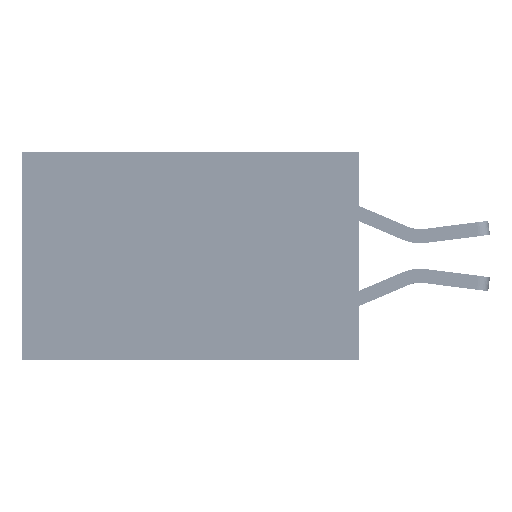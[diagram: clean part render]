
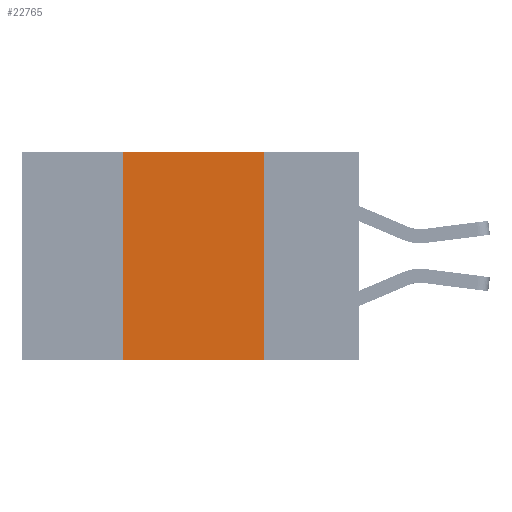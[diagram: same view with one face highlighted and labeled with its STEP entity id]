
A CAD part, left-side view. The second image highlights one B-rep face of the part: STEP entity #22765.
In plain terms, the highlighted planar face has unit normal (-1, 0, 0).
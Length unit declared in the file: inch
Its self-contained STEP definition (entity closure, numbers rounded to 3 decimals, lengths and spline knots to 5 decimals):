
#31 = DIRECTION ( 'NONE',  ( 0., -1., 0. ) ) ;
#216 = ORIENTED_EDGE ( 'NONE', *, *, #8210, .F. ) ;
#1010 = ORIENTED_EDGE ( 'NONE', *, *, #4298, .F. ) ;
#1464 = LINE ( 'NONE', #32683, #24110 ) ;
#1813 = DIRECTION ( 'NONE',  ( 0., -1., 0. ) ) ;
#2349 = VERTEX_POINT ( 'NONE', #18042 ) ;
#4298 = EDGE_CURVE ( 'NONE', #42444, #35351, #1464, .T. ) ;
#6062 = EDGE_CURVE ( 'NONE', #15323, #35351, #11185, .T. ) ;
#6130 = DIRECTION ( 'NONE',  ( 0., 0., 1. ) ) ;
#6322 = EDGE_CURVE ( 'NONE', #2349, #42444, #7030, .T. ) ;
#7030 = LINE ( 'NONE', #9587, #30638 ) ;
#7487 = CARTESIAN_POINT ( 'NONE',  ( 0., 0.42, -0.37 ) ) ;
#7710 = CARTESIAN_POINT ( 'NONE',  ( 0., 0.17, 0. ) ) ;
#8210 = EDGE_CURVE ( 'NONE', #15323, #2349, #39153, .T. ) ;
#9587 = CARTESIAN_POINT ( 'NONE',  ( 0., 0.6, 0. ) ) ;
#10219 = AXIS2_PLACEMENT_3D ( 'NONE', #26976, #27114, #20699 ) ;
#10316 = DIRECTION ( 'NONE',  ( 0., 0., -1. ) ) ;
#11185 = LINE ( 'NONE', #40952, #27583 ) ;
#13799 = ORIENTED_EDGE ( 'NONE', *, *, #6062, .T. ) ;
#14306 = EDGE_LOOP ( 'NONE', ( #1010, #15973, #216, #13799 ) ) ;
#15323 = VERTEX_POINT ( 'NONE', #7487 ) ;
#15973 = ORIENTED_EDGE ( 'NONE', *, *, #6322, .F. ) ;
#18042 = CARTESIAN_POINT ( 'NONE',  ( 0., 0.42, 0. ) ) ;
#19830 = PLANE ( 'NONE',  #10219 ) ;
#20218 = VECTOR ( 'NONE', #6130, 39.37008 ) ;
#20699 = DIRECTION ( 'NONE',  ( 0., 0., -1. ) ) ;
#22374 = CARTESIAN_POINT ( 'NONE',  ( 0., 0.42, 0. ) ) ;
#22765 = ADVANCED_FACE ( 'NONE', ( #40553 ), #19830, .F. ) ;
#24110 = VECTOR ( 'NONE', #10316, 39.37008 ) ;
#26976 = CARTESIAN_POINT ( 'NONE',  ( 0., 0.6, 0. ) ) ;
#27114 = DIRECTION ( 'NONE',  ( 1., 0., 0. ) ) ;
#27583 = VECTOR ( 'NONE', #1813, 39.37008 ) ;
#30638 = VECTOR ( 'NONE', #31, 39.37008 ) ;
#32683 = CARTESIAN_POINT ( 'NONE',  ( 0., 0.17, 0. ) ) ;
#35351 = VERTEX_POINT ( 'NONE', #37703 ) ;
#37703 = CARTESIAN_POINT ( 'NONE',  ( 0., 0.17, -0.37 ) ) ;
#39153 = LINE ( 'NONE', #22374, #20218 ) ;
#40553 = FACE_OUTER_BOUND ( 'NONE', #14306, .T. ) ;
#40952 = CARTESIAN_POINT ( 'NONE',  ( 0., 0.6, -0.37 ) ) ;
#42444 = VERTEX_POINT ( 'NONE', #7710 ) ;
